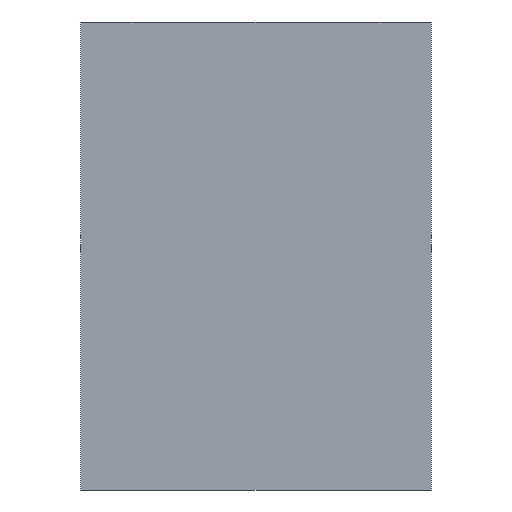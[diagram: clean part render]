
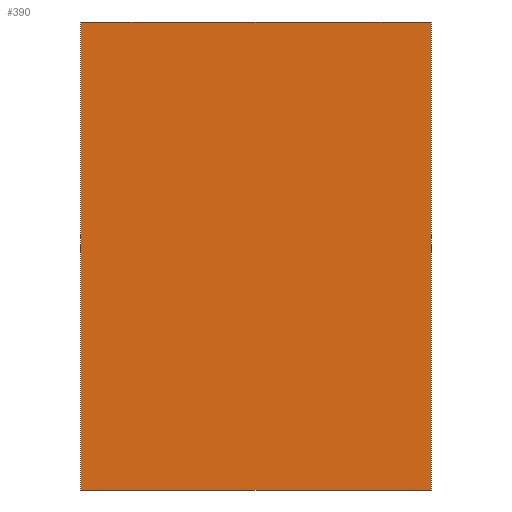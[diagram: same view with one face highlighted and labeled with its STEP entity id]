
A CAD part, front view. The second image highlights one B-rep face of the part: STEP entity #390.
In plain terms, the highlighted planar face has unit normal (0, -1, 0).
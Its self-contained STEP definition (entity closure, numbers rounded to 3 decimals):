
#33=DIRECTION('',(-1.,0.,0.));
#34=VECTOR('',#33,1.);
#35=CARTESIAN_POINT('',(0.5,-1.5,2.));
#36=LINE('',#35,#34);
#37=DIRECTION('',(0.,0.,1.));
#38=VECTOR('',#37,0.002);
#39=CARTESIAN_POINT('',(0.5,-1.5,2.));
#40=LINE('',#39,#38);
#41=DIRECTION('',(0.,0.,-1.));
#42=VECTOR('',#41,4.002);
#43=CARTESIAN_POINT('',(1.5,-1.5,2.002));
#44=LINE('',#43,#42);
#45=DIRECTION('',(1.,0.,0.));
#46=VECTOR('',#45,3.);
#47=CARTESIAN_POINT('',(-1.5,-1.5,-2.));
#48=LINE('',#47,#46);
#49=DIRECTION('',(0.,0.,1.));
#50=VECTOR('',#49,4.002);
#51=CARTESIAN_POINT('',(-1.5,-1.5,-2.));
#52=LINE('',#51,#50);
#105=DIRECTION('',(0.,0.,1.));
#106=VECTOR('',#105,0.002);
#107=CARTESIAN_POINT('',(-0.5,-1.5,2.));
#108=LINE('',#107,#106);
#141=DIRECTION('',(1.,0.,0.));
#142=VECTOR('',#141,1.);
#143=CARTESIAN_POINT('',(-1.5,-1.5,2.002));
#144=LINE('',#143,#142);
#161=DIRECTION('',(1.,0.,0.));
#162=VECTOR('',#161,1.);
#163=CARTESIAN_POINT('',(0.5,-1.5,2.002));
#164=LINE('',#163,#162);
#245=CARTESIAN_POINT('',(1.5,-1.5,-2.));
#246=VERTEX_POINT('',#245);
#247=CARTESIAN_POINT('',(-1.5,-1.5,-2.));
#248=VERTEX_POINT('',#247);
#273=CARTESIAN_POINT('',(-1.5,-1.5,2.002));
#274=CARTESIAN_POINT('',(-0.5,-1.5,2.002));
#275=VERTEX_POINT('',#273);
#276=VERTEX_POINT('',#274);
#281=CARTESIAN_POINT('',(1.5,-1.5,2.002));
#283=VERTEX_POINT('',#281);
#287=CARTESIAN_POINT('',(0.5,-1.5,2.002));
#288=VERTEX_POINT('',#287);
#309=CARTESIAN_POINT('',(-0.5,-1.5,2.));
#311=VERTEX_POINT('',#309);
#319=CARTESIAN_POINT('',(0.5,-1.5,2.));
#320=VERTEX_POINT('',#319);
#368=CARTESIAN_POINT('',(1.1,-1.5,-1.35));
#369=DIRECTION('',(0.,1.,0.));
#370=DIRECTION('',(0.,0.,1.));
#371=AXIS2_PLACEMENT_3D('',#368,#369,#370);
#372=PLANE('',#371);
#374=ORIENTED_EDGE('',*,*,#373,.F.);
#376=ORIENTED_EDGE('',*,*,#375,.T.);
#378=ORIENTED_EDGE('',*,*,#377,.T.);
#379=ORIENTED_EDGE('',*,*,#350,.T.);
#381=ORIENTED_EDGE('',*,*,#380,.F.);
#383=ORIENTED_EDGE('',*,*,#382,.T.);
#385=ORIENTED_EDGE('',*,*,#384,.T.);
#387=ORIENTED_EDGE('',*,*,#386,.F.);
#388=EDGE_LOOP('',(#374,#376,#378,#379,#381,#383,#385,#387));
#389=FACE_OUTER_BOUND('',#388,.F.);
#390=ADVANCED_FACE('',(#389),#372,.F.);
#350=EDGE_CURVE('',#283,#246,#44,.T.);
#373=EDGE_CURVE('',#320,#311,#36,.T.);
#375=EDGE_CURVE('',#320,#288,#40,.T.);
#377=EDGE_CURVE('',#288,#283,#164,.T.);
#380=EDGE_CURVE('',#248,#246,#48,.T.);
#382=EDGE_CURVE('',#248,#275,#52,.T.);
#384=EDGE_CURVE('',#275,#276,#144,.T.);
#386=EDGE_CURVE('',#311,#276,#108,.T.);
